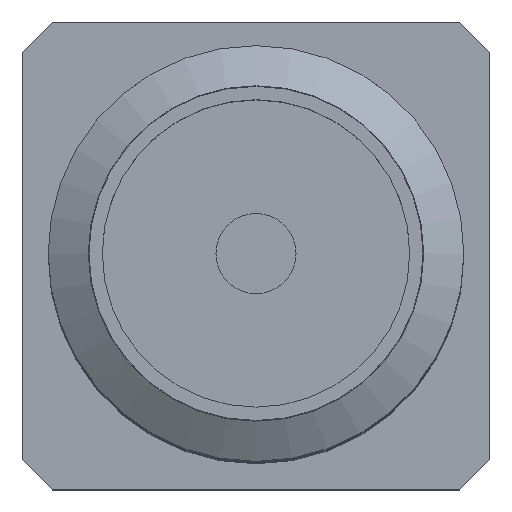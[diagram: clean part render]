
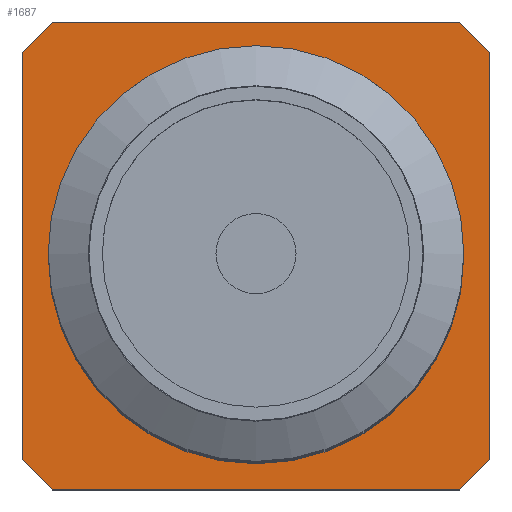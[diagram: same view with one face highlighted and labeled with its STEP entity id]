
A CAD part, top view. The second image highlights one B-rep face of the part: STEP entity #1687.
In plain terms, the highlighted planar face has unit normal (0, 0, 1).
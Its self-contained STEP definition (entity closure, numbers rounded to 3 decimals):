
#390=FACE_OUTER_BOUND('',#538,.T.);
#538=EDGE_LOOP('',(#1375,#1376,#1377,#1378,#1379,#1380,#1381,#1382));
#803=LINE('',#2775,#875);
#806=LINE('',#2781,#878);
#809=LINE('',#2787,#881);
#812=LINE('',#2793,#884);
#815=LINE('',#2799,#887);
#818=LINE('',#2805,#890);
#821=LINE('',#2811,#893);
#824=LINE('',#2815,#896);
#875=VECTOR('',#2182,0.636);
#878=VECTOR('',#2187,6.1);
#881=VECTOR('',#2192,0.636);
#884=VECTOR('',#2197,6.1);
#887=VECTOR('',#2202,0.636);
#890=VECTOR('',#2207,6.1);
#893=VECTOR('',#2212,0.636);
#896=VECTOR('',#2217,6.1);
#933=VERTEX_POINT('',#2772);
#934=VERTEX_POINT('',#2774);
#936=VERTEX_POINT('',#2780);
#938=VERTEX_POINT('',#2786);
#940=VERTEX_POINT('',#2792);
#942=VERTEX_POINT('',#2798);
#944=VERTEX_POINT('',#2804);
#946=VERTEX_POINT('',#2810);
#1106=EDGE_CURVE('',#934,#933,#803,.T.);
#1109=EDGE_CURVE('',#936,#934,#806,.T.);
#1112=EDGE_CURVE('',#938,#936,#809,.T.);
#1115=EDGE_CURVE('',#940,#938,#812,.T.);
#1118=EDGE_CURVE('',#942,#940,#815,.T.);
#1121=EDGE_CURVE('',#944,#942,#818,.T.);
#1124=EDGE_CURVE('',#946,#944,#821,.T.);
#1127=EDGE_CURVE('',#933,#946,#824,.T.);
#1375=ORIENTED_EDGE('',*,*,#1127,.T.);
#1376=ORIENTED_EDGE('',*,*,#1124,.T.);
#1377=ORIENTED_EDGE('',*,*,#1121,.T.);
#1378=ORIENTED_EDGE('',*,*,#1118,.T.);
#1379=ORIENTED_EDGE('',*,*,#1115,.T.);
#1380=ORIENTED_EDGE('',*,*,#1112,.T.);
#1381=ORIENTED_EDGE('',*,*,#1109,.T.);
#1382=ORIENTED_EDGE('',*,*,#1106,.T.);
#1632=PLANE('',#1852);
#1687=ADVANCED_FACE('',(#390),#1632,.T.);
#1852=AXIS2_PLACEMENT_3D('',#2817,#2220,#2221);
#2182=DIRECTION('',(-0.707,0.707,0.));
#2187=DIRECTION('',(0.,1.,0.));
#2192=DIRECTION('',(0.707,0.707,0.));
#2197=DIRECTION('',(1.,0.,0.));
#2202=DIRECTION('',(0.707,-0.707,0.));
#2207=DIRECTION('',(0.,-1.,0.));
#2212=DIRECTION('',(-0.707,-0.707,0.));
#2217=DIRECTION('',(-1.,0.,0.));
#2220=DIRECTION('center_axis',(0.,0.,1.));
#2221=DIRECTION('ref_axis',(1.,0.,0.));
#2772=CARTESIAN_POINT('',(3.05,3.5,1.6));
#2774=CARTESIAN_POINT('',(3.5,3.05,1.6));
#2775=CARTESIAN_POINT('',(3.05,3.5,1.6));
#2780=CARTESIAN_POINT('',(3.5,-3.05,1.6));
#2781=CARTESIAN_POINT('',(3.5,3.05,1.6));
#2786=CARTESIAN_POINT('',(3.05,-3.5,1.6));
#2787=CARTESIAN_POINT('',(3.5,-3.05,1.6));
#2792=CARTESIAN_POINT('',(-3.05,-3.5,1.6));
#2793=CARTESIAN_POINT('',(3.05,-3.5,1.6));
#2798=CARTESIAN_POINT('',(-3.5,-3.05,1.6));
#2799=CARTESIAN_POINT('',(-3.05,-3.5,1.6));
#2804=CARTESIAN_POINT('',(-3.5,3.05,1.6));
#2805=CARTESIAN_POINT('',(-3.5,-3.05,1.6));
#2810=CARTESIAN_POINT('',(-3.05,3.5,1.6));
#2811=CARTESIAN_POINT('',(-3.5,3.05,1.6));
#2815=CARTESIAN_POINT('',(-3.05,3.5,1.6));
#2817=CARTESIAN_POINT('Origin',(0.,0.,1.6));
